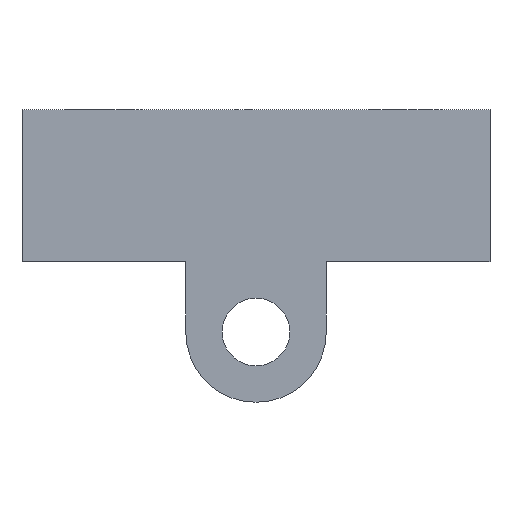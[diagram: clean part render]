
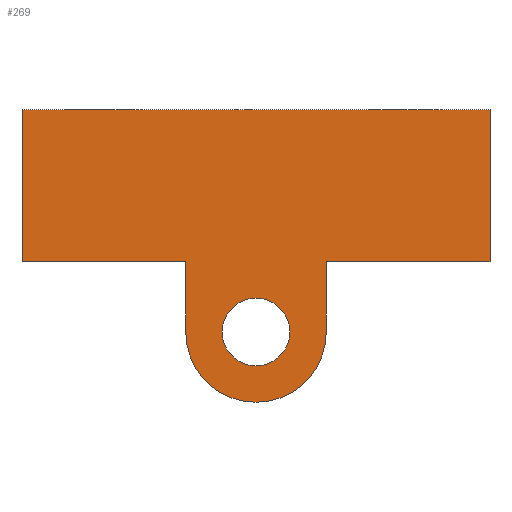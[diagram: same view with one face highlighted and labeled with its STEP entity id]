
A CAD part, front view. The second image highlights one B-rep face of the part: STEP entity #269.
In plain terms, the highlighted planar face has unit normal (0, -1, 0).
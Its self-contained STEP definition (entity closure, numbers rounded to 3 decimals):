
#2=DIRECTION('',(0.,0.,1.));
#3=VECTOR('',#2,6.5);
#4=CARTESIAN_POINT('',(-10.,-3.25,3.));
#5=LINE('',#4,#3);
#6=DIRECTION('',(1.,0.,0.));
#7=VECTOR('',#6,20.);
#8=CARTESIAN_POINT('',(-10.,-3.25,9.5));
#9=LINE('',#8,#7);
#10=DIRECTION('',(0.,0.,-1.));
#11=VECTOR('',#10,6.5);
#12=CARTESIAN_POINT('',(10.,-3.25,9.5));
#13=LINE('',#12,#11);
#14=DIRECTION('',(-1.,0.,0.));
#15=VECTOR('',#14,7.);
#16=CARTESIAN_POINT('',(10.,-3.25,3.));
#17=LINE('',#16,#15);
#18=DIRECTION('',(0.,0.,-1.));
#19=VECTOR('',#18,3.);
#20=CARTESIAN_POINT('',(3.,-3.25,3.));
#21=LINE('',#20,#19);
#22=CARTESIAN_POINT('',(0.,-3.25,0.));
#23=DIRECTION('',(0.,1.,0.));
#24=DIRECTION('',(1.,0.,0.));
#25=AXIS2_PLACEMENT_3D('',#22,#23,#24);
#27=DIRECTION('',(0.,0.,1.));
#28=VECTOR('',#27,3.);
#29=CARTESIAN_POINT('',(-3.,-3.25,0.));
#30=LINE('',#29,#28);
#31=DIRECTION('',(-1.,0.,0.));
#32=VECTOR('',#31,7.);
#33=CARTESIAN_POINT('',(-3.,-3.25,3.));
#34=LINE('',#33,#32);
#35=CARTESIAN_POINT('',(0.,-3.25,0.));
#36=DIRECTION('',(0.,-1.,0.));
#37=DIRECTION('',(1.,0.,0.));
#38=AXIS2_PLACEMENT_3D('',#35,#36,#37);
#40=CARTESIAN_POINT('',(0.,-3.25,0.));
#41=DIRECTION('',(0.,-1.,0.));
#42=DIRECTION('',(-1.,0.,0.));
#43=AXIS2_PLACEMENT_3D('',#40,#41,#42);
#184=CARTESIAN_POINT('',(-10.,-3.25,3.));
#185=CARTESIAN_POINT('',(-10.,-3.25,9.5));
#186=VERTEX_POINT('',#184);
#187=VERTEX_POINT('',#185);
#188=CARTESIAN_POINT('',(10.,-3.25,9.5));
#189=VERTEX_POINT('',#188);
#190=CARTESIAN_POINT('',(10.,-3.25,3.));
#191=VERTEX_POINT('',#190);
#192=CARTESIAN_POINT('',(3.,-3.25,3.));
#193=VERTEX_POINT('',#192);
#194=CARTESIAN_POINT('',(3.,-3.25,0.));
#195=VERTEX_POINT('',#194);
#196=CARTESIAN_POINT('',(-3.,-3.25,0.));
#197=VERTEX_POINT('',#196);
#198=CARTESIAN_POINT('',(-3.,-3.25,3.));
#199=VERTEX_POINT('',#198);
#232=CARTESIAN_POINT('',(1.45,-3.25,0.));
#233=CARTESIAN_POINT('',(-1.45,-3.25,0.));
#234=VERTEX_POINT('',#232);
#235=VERTEX_POINT('',#233);
#240=CARTESIAN_POINT('',(0.,-3.25,0.));
#241=DIRECTION('',(0.,1.,0.));
#242=DIRECTION('',(1.,0.,0.));
#243=AXIS2_PLACEMENT_3D('',#240,#241,#242);
#244=PLANE('',#243);
#246=ORIENTED_EDGE('',*,*,#245,.T.);
#248=ORIENTED_EDGE('',*,*,#247,.T.);
#250=ORIENTED_EDGE('',*,*,#249,.T.);
#252=ORIENTED_EDGE('',*,*,#251,.T.);
#254=ORIENTED_EDGE('',*,*,#253,.T.);
#256=ORIENTED_EDGE('',*,*,#255,.T.);
#258=ORIENTED_EDGE('',*,*,#257,.T.);
#260=ORIENTED_EDGE('',*,*,#259,.T.);
#261=EDGE_LOOP('',(#246,#248,#250,#252,#254,#256,#258,#260));
#262=FACE_OUTER_BOUND('',#261,.F.);
#264=ORIENTED_EDGE('',*,*,#263,.T.);
#266=ORIENTED_EDGE('',*,*,#265,.T.);
#267=EDGE_LOOP('',(#264,#266));
#268=FACE_BOUND('',#267,.F.);
#269=ADVANCED_FACE('',(#262,#268),#244,.F.);
#26=CIRCLE('',#25,3.);
#39=CIRCLE('',#38,1.45);
#44=CIRCLE('',#43,1.45);
#245=EDGE_CURVE('',#186,#187,#5,.T.);
#247=EDGE_CURVE('',#187,#189,#9,.T.);
#249=EDGE_CURVE('',#189,#191,#13,.T.);
#251=EDGE_CURVE('',#191,#193,#17,.T.);
#253=EDGE_CURVE('',#193,#195,#21,.T.);
#255=EDGE_CURVE('',#195,#197,#26,.T.);
#257=EDGE_CURVE('',#197,#199,#30,.T.);
#259=EDGE_CURVE('',#199,#186,#34,.T.);
#263=EDGE_CURVE('',#234,#235,#39,.T.);
#265=EDGE_CURVE('',#235,#234,#44,.T.);
